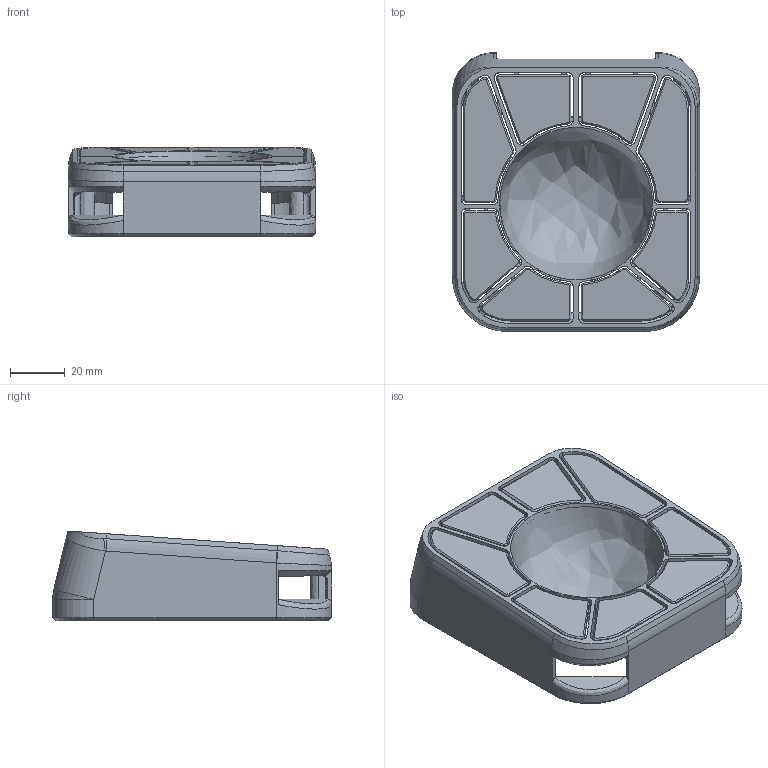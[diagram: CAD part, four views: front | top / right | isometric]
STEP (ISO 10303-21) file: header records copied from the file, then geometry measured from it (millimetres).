
FILE_DESCRIPTION(/* description */ ('STEP AP242 Edition 2','CAx-IF Rec.Pracs.---Representation and Presentation of Product Manufacturing Information (PMI)---4.0---2014-10-13','CAx-IF Rec.Pracs.---3D Tessellated Geometry---0.4---2014-09-14','2;1','CAx-IF Rec.Pracs.---User Defined Attributes---1.5---2016-08-15'),/* implementation_level */ '2;1');
FILE_NAME(/* name */ '695bdf0522360b8ffc30c700',/* time_stamp */ '2026-01-05T15:55:53Z',/* author */ (''),/* organization */ (''),/* preprocessor_version */ 'ST-DEVELOPER v20',/* originating_system */ 'ONSHAPE BY PTC INC, 1.208',/* authorisation */ ' ');
FILE_SCHEMA (('AP242_MANAGED_MODEL_BASED_3D_ENGINEERING_MIM_LF { 1 0 10303 442 3 1 4 }'));
Length unit declared in the file: metre
Products named in the file (1): Shell
Bounding box: 90.3 x 101.85 x 32.87 mm (x, y, z)
Volume: 41848 mm3; surface area: 51707.8 mm2
Topology: 1 solids, 1 shells, 720 faces, 2122 edges, 1370 vertices
Faces by surface type: bspline 720
Entity records: 28558 total; most frequent: CARTESIAN_POINT 11924, ORIENTED_EDGE 4240, DIRECTION 2218, EDGE_CURVE 2120, VERTEX_POINT 1370, LINE 1342, VECTOR 1342, EDGE_LOOP 788
